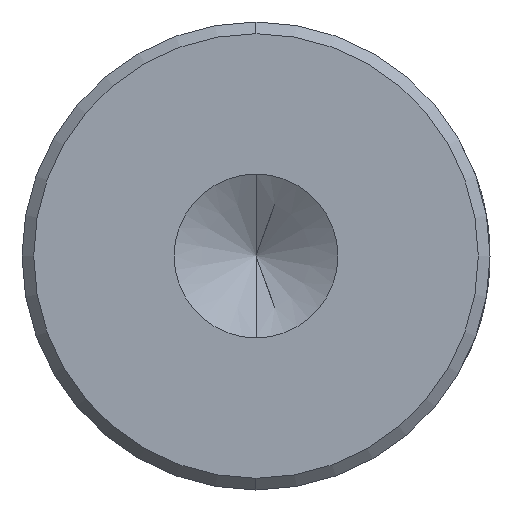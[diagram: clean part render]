
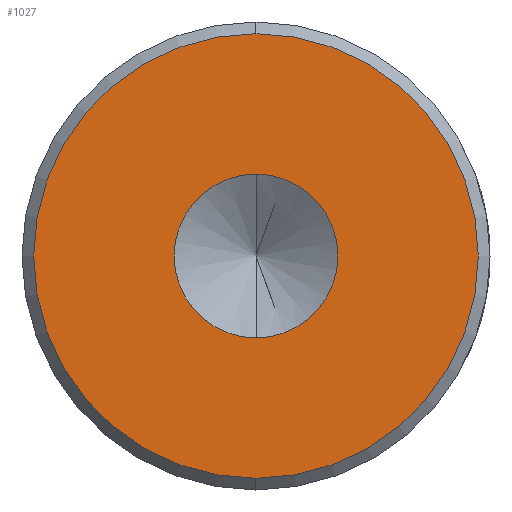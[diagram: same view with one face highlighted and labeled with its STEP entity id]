
A CAD part, left-side view. The second image highlights one B-rep face of the part: STEP entity #1027.
In plain terms, the highlighted planar face has unit normal (-1, 0, 0).
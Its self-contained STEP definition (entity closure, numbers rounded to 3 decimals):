
#5 = ORIENTED_EDGE ( 'NONE', *, *, #784, .F. ) ;
#6 = CIRCLE ( 'NONE', #1009, 3.5 ) ;
#44 = DIRECTION ( 'NONE',  ( 0., 0., 1. ) ) ;
#87 = DIRECTION ( 'NONE',  ( 0., 0., 1. ) ) ;
#103 = CIRCLE ( 'NONE', #488, 9.501 ) ;
#122 = EDGE_LOOP ( 'NONE', ( #675, #1202 ) ) ;
#208 = CIRCLE ( 'NONE', #283, 3.5 ) ;
#222 = DIRECTION ( 'NONE',  ( -1., 0., 0. ) ) ;
#233 = VERTEX_POINT ( 'NONE', #534 ) ;
#253 = CARTESIAN_POINT ( 'NONE',  ( 0., 0., 0. ) ) ;
#257 = VERTEX_POINT ( 'NONE', #734 ) ;
#283 = AXIS2_PLACEMENT_3D ( 'NONE', #1304, #708, #87 ) ;
#328 = VERTEX_POINT ( 'NONE', #1050 ) ;
#362 = PLANE ( 'NONE',  #1090 ) ;
#367 = CARTESIAN_POINT ( 'NONE',  ( 0., 0., 0. ) ) ;
#371 = CARTESIAN_POINT ( 'NONE',  ( 0., 0., 3.5 ) ) ;
#415 = CARTESIAN_POINT ( 'NONE',  ( 0., 0., 0. ) ) ;
#422 = VERTEX_POINT ( 'NONE', #371 ) ;
#465 = DIRECTION ( 'NONE',  ( 0., 0., 1. ) ) ;
#488 = AXIS2_PLACEMENT_3D ( 'NONE', #415, #1112, #516 ) ;
#490 = EDGE_CURVE ( 'NONE', #328, #257, #800, .T. ) ;
#516 = DIRECTION ( 'NONE',  ( 0., 0., 1. ) ) ;
#534 = CARTESIAN_POINT ( 'NONE',  ( 0., 0., -3.5 ) ) ;
#563 = FACE_BOUND ( 'NONE', #1106, .T. ) ;
#603 = FACE_OUTER_BOUND ( 'NONE', #122, .T. ) ;
#667 = DIRECTION ( 'NONE',  ( -1., 0., 0. ) ) ;
#675 = ORIENTED_EDGE ( 'NONE', *, *, #845, .T. ) ;
#708 = DIRECTION ( 'NONE',  ( -1., 0., 0. ) ) ;
#734 = CARTESIAN_POINT ( 'NONE',  ( 0., 0., -9.501 ) ) ;
#784 = EDGE_CURVE ( 'NONE', #422, #233, #208, .T. ) ;
#796 = ORIENTED_EDGE ( 'NONE', *, *, #1032, .F. ) ;
#800 = CIRCLE ( 'NONE', #1270, 9.501 ) ;
#829 = CARTESIAN_POINT ( 'NONE',  ( 0., 0., 0. ) ) ;
#845 = EDGE_CURVE ( 'NONE', #257, #328, #103, .T. ) ;
#927 = DIRECTION ( 'NONE',  ( 0., 0., 1. ) ) ;
#1009 = AXIS2_PLACEMENT_3D ( 'NONE', #367, #1062, #465 ) ;
#1027 = ADVANCED_FACE ( 'NONE', ( #603, #563 ), #362, .T. ) ;
#1032 = EDGE_CURVE ( 'NONE', #233, #422, #6, .T. ) ;
#1050 = CARTESIAN_POINT ( 'NONE',  ( 0., 0., 9.501 ) ) ;
#1062 = DIRECTION ( 'NONE',  ( -1., 0., 0. ) ) ;
#1090 = AXIS2_PLACEMENT_3D ( 'NONE', #253, #667, #44 ) ;
#1106 = EDGE_LOOP ( 'NONE', ( #5, #796 ) ) ;
#1112 = DIRECTION ( 'NONE',  ( -1., 0., 0. ) ) ;
#1202 = ORIENTED_EDGE ( 'NONE', *, *, #490, .T. ) ;
#1270 = AXIS2_PLACEMENT_3D ( 'NONE', #829, #222, #927 ) ;
#1304 = CARTESIAN_POINT ( 'NONE',  ( 0., 0., 0. ) ) ;
